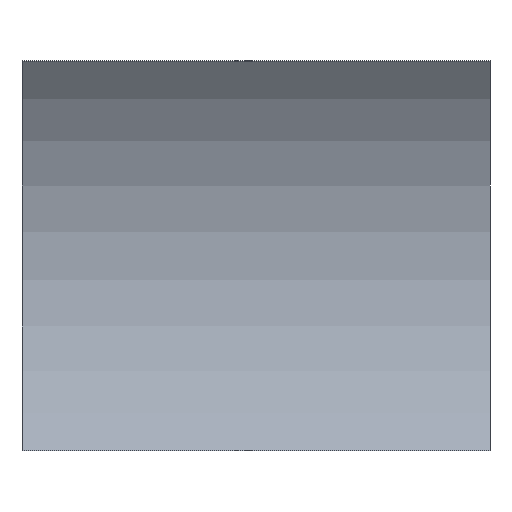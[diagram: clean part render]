
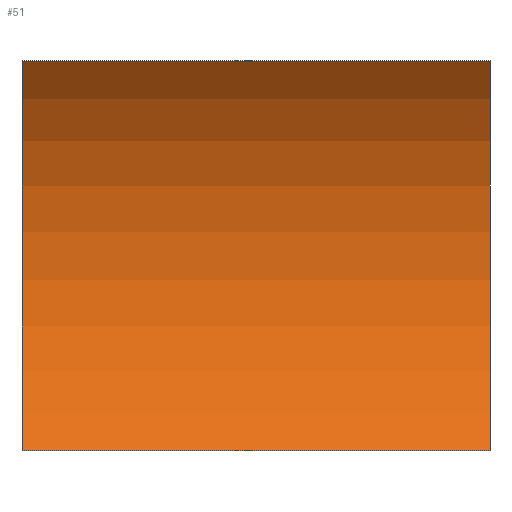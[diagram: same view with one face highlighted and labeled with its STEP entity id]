
A CAD part, left-side view. The second image highlights one B-rep face of the part: STEP entity #51.
In plain terms, the highlighted cylindrical face has radius 7.76 mm (diameter 15.52 mm), a partial arc.
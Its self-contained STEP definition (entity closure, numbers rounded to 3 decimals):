
#6 = DIRECTION ( 'NONE',  ( 0., -1., 0. ) ) ;
#8 = EDGE_CURVE ( 'NONE', #127, #152, #104, .T. ) ;
#10 = AXIS2_PLACEMENT_3D ( 'NONE', #39, #60, #162 ) ;
#11 = DIRECTION ( 'NONE',  ( 0., -1., 0. ) ) ;
#14 = CARTESIAN_POINT ( 'NONE',  ( -9.76, 12., 5. ) ) ;
#15 = CIRCLE ( 'NONE', #48, 7.76 ) ;
#19 = CARTESIAN_POINT ( 'NONE',  ( -3.826, 12., 10. ) ) ;
#20 = CARTESIAN_POINT ( 'NONE',  ( -3.826, 0., 0. ) ) ;
#39 = CARTESIAN_POINT ( 'NONE',  ( -9.76, 12., 5. ) ) ;
#43 = AXIS2_PLACEMENT_3D ( 'NONE', #14, #131, #129 ) ;
#48 = AXIS2_PLACEMENT_3D ( 'NONE', #154, #6, #85 ) ;
#51 = ADVANCED_FACE ( 'NONE', ( #62 ), #128, .F. ) ;
#60 = DIRECTION ( 'NONE',  ( 0., -1., 0. ) ) ;
#62 = FACE_OUTER_BOUND ( 'NONE', #86, .T. ) ;
#72 = VECTOR ( 'NONE', #178, 1000. ) ;
#77 = ORIENTED_EDGE ( 'NONE', *, *, #169, .F. ) ;
#85 = DIRECTION ( 'NONE',  ( 0., 0., 1. ) ) ;
#86 = EDGE_LOOP ( 'NONE', ( #145, #77, #155, #167 ) ) ;
#100 = LINE ( 'NONE', #19, #158 ) ;
#104 = CIRCLE ( 'NONE', #10, 7.76 ) ;
#127 = VERTEX_POINT ( 'NONE', #146 ) ;
#128 = CYLINDRICAL_SURFACE ( 'NONE', #43, 7.76 ) ;
#129 = DIRECTION ( 'NONE',  ( 0., 0., -1. ) ) ;
#131 = DIRECTION ( 'NONE',  ( 0., -1., 0. ) ) ;
#136 = CARTESIAN_POINT ( 'NONE',  ( -3.826, 12., 10. ) ) ;
#145 = ORIENTED_EDGE ( 'NONE', *, *, #183, .T. ) ;
#146 = CARTESIAN_POINT ( 'NONE',  ( -3.826, 12., 0. ) ) ;
#152 = VERTEX_POINT ( 'NONE', #136 ) ;
#154 = CARTESIAN_POINT ( 'NONE',  ( -9.76, 0., 5. ) ) ;
#155 = ORIENTED_EDGE ( 'NONE', *, *, #8, .F. ) ;
#158 = VECTOR ( 'NONE', #11, 1000. ) ;
#159 = VERTEX_POINT ( 'NONE', #20 ) ;
#162 = DIRECTION ( 'NONE',  ( 0., 0., 1. ) ) ;
#167 = ORIENTED_EDGE ( 'NONE', *, *, #198, .T. ) ;
#169 = EDGE_CURVE ( 'NONE', #152, #202, #100, .T. ) ;
#178 = DIRECTION ( 'NONE',  ( 0., -1., 0. ) ) ;
#180 = CARTESIAN_POINT ( 'NONE',  ( -3.826, 0., 10. ) ) ;
#183 = EDGE_CURVE ( 'NONE', #159, #202, #15, .T. ) ;
#184 = CARTESIAN_POINT ( 'NONE',  ( -3.826, 12., 0. ) ) ;
#197 = LINE ( 'NONE', #184, #72 ) ;
#198 = EDGE_CURVE ( 'NONE', #127, #159, #197, .T. ) ;
#202 = VERTEX_POINT ( 'NONE', #180 ) ;
